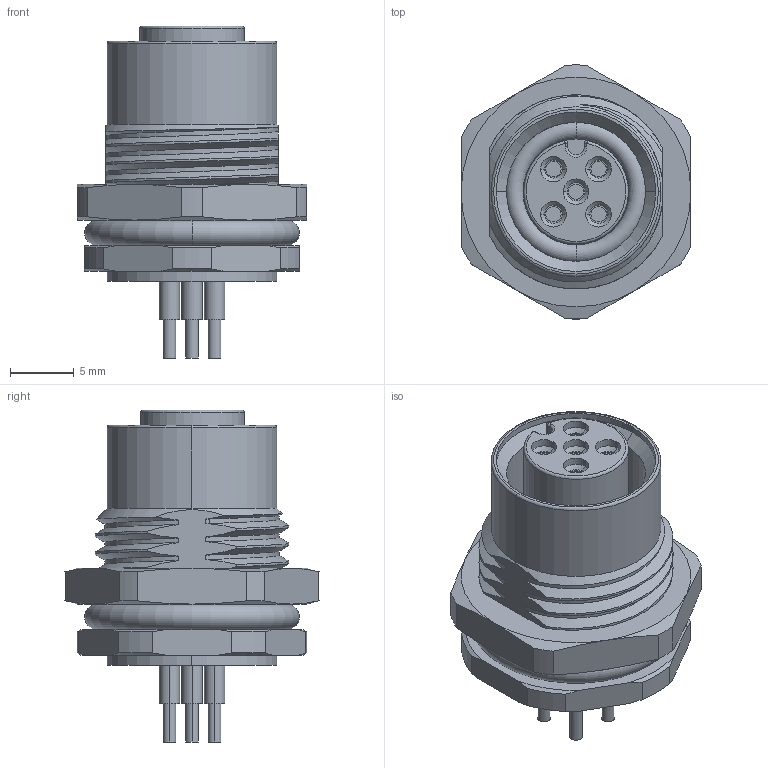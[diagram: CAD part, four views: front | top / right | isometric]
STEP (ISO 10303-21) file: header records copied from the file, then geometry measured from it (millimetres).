
FILE_DESCRIPTION((''),'2;1');
FILE_NAME('C-T4141012051-000','2022-09-22T03:59:36',('workeradm'),('TE Connectivity Ltd.'),'CREO PARAMETRIC BY PTC INC, 2021072','CREO PARAMETRIC BY PTC INC, 2021072','');
FILE_SCHEMA(('AUTOMOTIVE_DESIGN { 1 0 10303 214 1 1 1 1 }'));
Length unit declared in the file: millimetre
Products named in the file (1): C-T4141012051-000
Bounding box: 18 x 19.89 x 26 mm (x, y, z)
Volume: 3160.5 mm3; surface area: 2347.4 mm2
Topology: 1 solids, 1 shells, 195 faces, 457 edges, 291 vertices
Faces by surface type: cylinder 75, plane 45, cone 38, bspline 27, torus 8, sphere 2
Entity records: 12639 total; most frequent: CARTESIAN_POINT 8131, ORIENTED_EDGE 914, DIRECTION 867, EDGE_CURVE 457, AXIS2_PLACEMENT_3D 361, VERTEX_POINT 291, EDGE_LOOP 222, FACE_OUTER_BOUND 195
